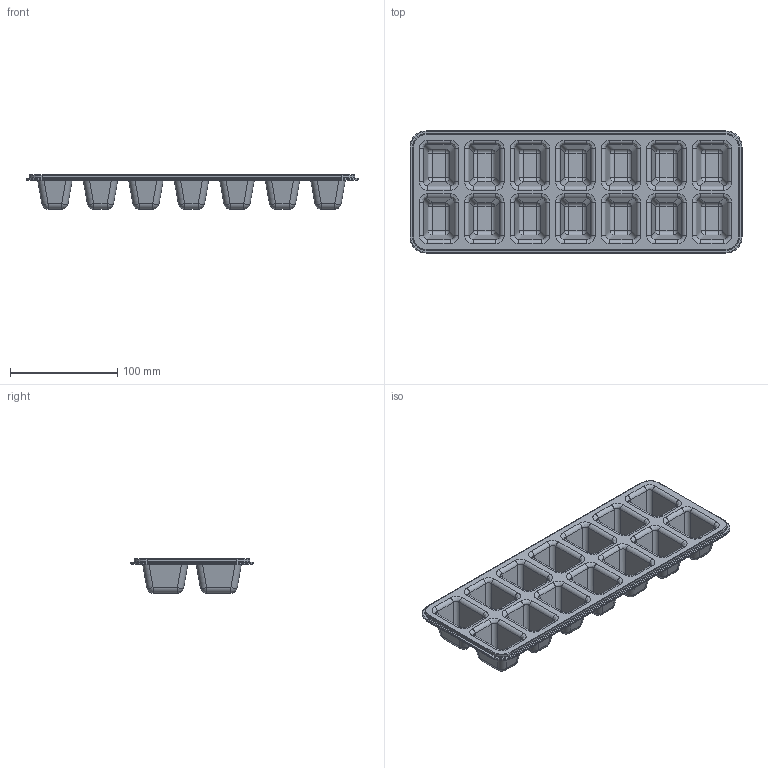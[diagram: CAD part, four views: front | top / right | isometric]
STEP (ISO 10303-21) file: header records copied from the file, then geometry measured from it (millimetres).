
FILE_DESCRIPTION(/* description */ (''),/* implementation_level */ '2;1');
FILE_NAME(/* name */ 'Ice Tray v1.step',/* time_stamp */ '2026-01-21T18:48:11-06:00',/* author */ (''),/* organization */ (''),/* preprocessor_version */ 'ST-DEVELOPER v20.1',/* originating_system */ 'Autodesk Translation Framework v14.10.0.0',/* authorisation */ '');
FILE_SCHEMA (('AUTOMOTIVE_DESIGN { 1 0 10303 214 3 1 1 }'));
Length unit declared in the file: millimetre
Products named in the file (2): Ice Tray; Ice Tray_1
Assembly tree (1 placements, depth 2):
  Ice Tray
    Ice Tray_1
Bounding box: 310 x 114 x 32 mm (x, y, z)
Volume: 149551.6 mm3; surface area: 150592.4 mm2
Topology: 1 solids, 1 shells, 760 faces, 1592 edges, 864 vertices
Faces by surface type: cylinder 364, plane 156, bspline 112, sphere 112, torus 16
Entity records: 22841 total; most frequent: CARTESIAN_POINT 6467, DIRECTION 3750, ORIENTED_EDGE 3184, EDGE_CURVE 1592, AXIS2_PLACEMENT_3D 1507, VERTEX_POINT 864, EDGE_LOOP 790, FACE_OUTER_BOUND 760
